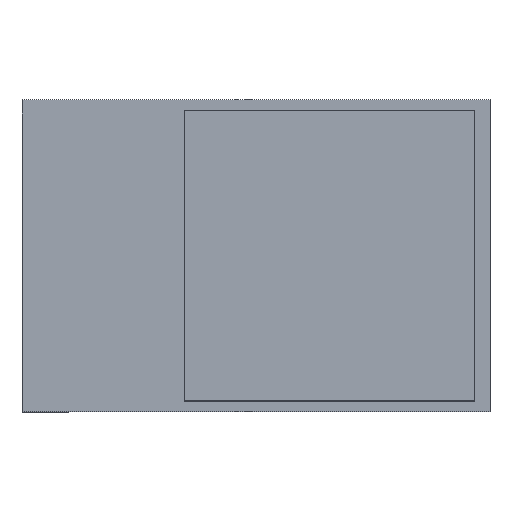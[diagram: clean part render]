
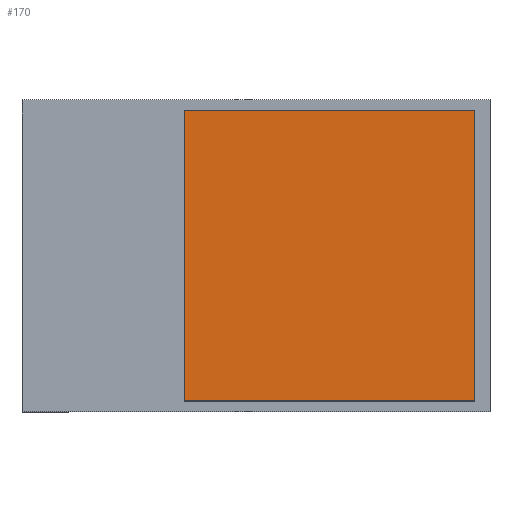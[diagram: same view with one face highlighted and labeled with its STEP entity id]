
A CAD part, top view. The second image highlights one B-rep face of the part: STEP entity #170.
In plain terms, the highlighted planar face has unit normal (0, 0, 1).
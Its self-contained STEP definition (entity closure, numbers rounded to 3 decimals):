
#107 = FACE_OUTER_BOUND ( 'NONE', #338, .T. ) ;
#118 = DIRECTION ( 'NONE',  ( -1., 0., 0. ) ) ;
#124 = DIRECTION ( 'NONE',  ( -1., 0., 0. ) ) ;
#126 = CARTESIAN_POINT ( 'NONE',  ( 14., -9.3, 5.9 ) ) ;
#170 = ADVANCED_FACE ( 'NONE', ( #107 ), #669, .F. ) ;
#312 = VERTEX_POINT ( 'NONE', #823 ) ;
#334 = DIRECTION ( 'NONE',  ( 0., -1., 0. ) ) ;
#338 = EDGE_LOOP ( 'NONE', ( #377, #497, #737, #533 ) ) ;
#377 = ORIENTED_EDGE ( 'NONE', *, *, #1050, .T. ) ;
#429 = EDGE_CURVE ( 'NONE', #714, #1140, #478, .T. ) ;
#477 = VERTEX_POINT ( 'NONE', #1194 ) ;
#478 = LINE ( 'NONE', #1073, #1097 ) ;
#497 = ORIENTED_EDGE ( 'NONE', *, *, #720, .T. ) ;
#533 = ORIENTED_EDGE ( 'NONE', *, *, #429, .T. ) ;
#567 = VECTOR ( 'NONE', #334, 1000. ) ;
#669 = PLANE ( 'NONE',  #1090 ) ;
#680 = CARTESIAN_POINT ( 'NONE',  ( 0., 0., 5.9 ) ) ;
#714 = VERTEX_POINT ( 'NONE', #768 ) ;
#720 = EDGE_CURVE ( 'NONE', #312, #477, #865, .T. ) ;
#737 = ORIENTED_EDGE ( 'NONE', *, *, #1159, .T. ) ;
#768 = CARTESIAN_POINT ( 'NONE',  ( -4.6, -9.3, 5.9 ) ) ;
#823 = CARTESIAN_POINT ( 'NONE',  ( 14., 9.3, 5.9 ) ) ;
#862 = CARTESIAN_POINT ( 'NONE',  ( 14., -9.3, 5.9 ) ) ;
#865 = LINE ( 'NONE', #888, #1437 ) ;
#888 = CARTESIAN_POINT ( 'NONE',  ( -4.6, 9.3, 5.9 ) ) ;
#1010 = DIRECTION ( 'NONE',  ( 0., 0., -1. ) ) ;
#1050 = EDGE_CURVE ( 'NONE', #1140, #312, #1307, .T. ) ;
#1062 = DIRECTION ( 'NONE',  ( 1., 0., 0. ) ) ;
#1073 = CARTESIAN_POINT ( 'NONE',  ( -4.6, -9.3, 5.9 ) ) ;
#1090 = AXIS2_PLACEMENT_3D ( 'NONE', #680, #1010, #124 ) ;
#1097 = VECTOR ( 'NONE', #1062, 1000. ) ;
#1140 = VERTEX_POINT ( 'NONE', #126 ) ;
#1159 = EDGE_CURVE ( 'NONE', #477, #714, #1320, .T. ) ;
#1194 = CARTESIAN_POINT ( 'NONE',  ( -4.6, 9.3, 5.9 ) ) ;
#1299 = DIRECTION ( 'NONE',  ( 0., 1., 0. ) ) ;
#1307 = LINE ( 'NONE', #862, #1353 ) ;
#1316 = CARTESIAN_POINT ( 'NONE',  ( -4.6, -9.3, 5.9 ) ) ;
#1320 = LINE ( 'NONE', #1316, #567 ) ;
#1353 = VECTOR ( 'NONE', #1299, 1000. ) ;
#1437 = VECTOR ( 'NONE', #118, 1000. ) ;
